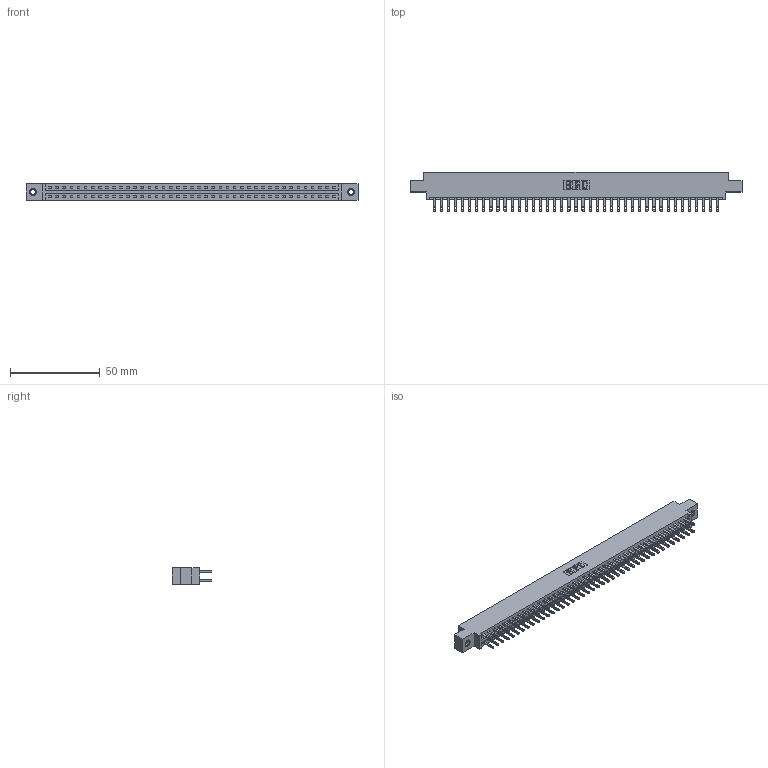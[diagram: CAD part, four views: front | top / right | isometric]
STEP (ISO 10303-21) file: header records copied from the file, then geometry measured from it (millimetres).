
FILE_DESCRIPTION (( 'STEP AP203' ), '1' );
FILE_NAME ('337-082-500-807.STEP', '2018-08-12T19:25:13', ( '' ), ( '' ), 'SwSTEP 2.0', 'SolidWorks 2016', '' );
FILE_SCHEMA (( 'CONFIG_CONTROL_DESIGN' ));
Length unit declared in the file: inch
Products named in the file (4): 337-082-500-807; 337 Part_0.170 Offset - 0.156 Dia-TI; 345-292-001_345-293-100; 345-250-001_345-250-005-103
Assembly tree (85 placements, depth 2):
  337-082-500-807
    337 Part_0.170 Offset - 0.156 Dia-TI
    345-292-001_345-293-100  x82
    345-250-001_345-250-005-103  x2
Bounding box: 185.47 x 21.85 x 9.4 mm (x, y, z)
Volume: 19652.6 mm3; surface area: 23261.3 mm2
Topology: 85 solids, 85 shells, 4278 faces, 13005 edges, 8662 vertices
Faces by surface type: plane 2730, cylinder 1532, cone 12, torus 4
Entity records: 33166 total; most frequent: CARTESIAN_POINT 5569, ORIENTED_EDGE 5498, DIRECTION 4771, EDGE_CURVE 2749, LINE 2597, VECTOR 2597, VERTEX_POINT 1828, AXIS2_PLACEMENT_3D 1087
